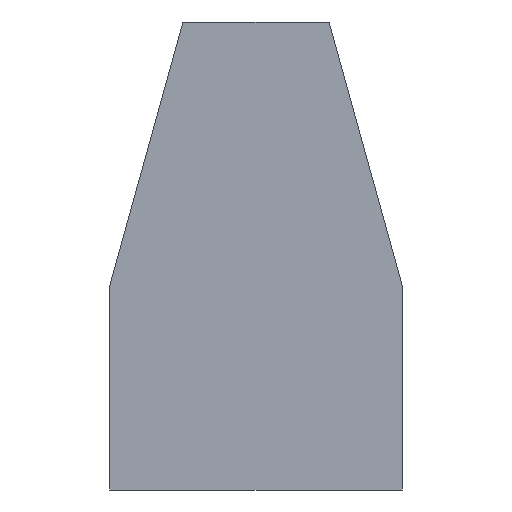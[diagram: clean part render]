
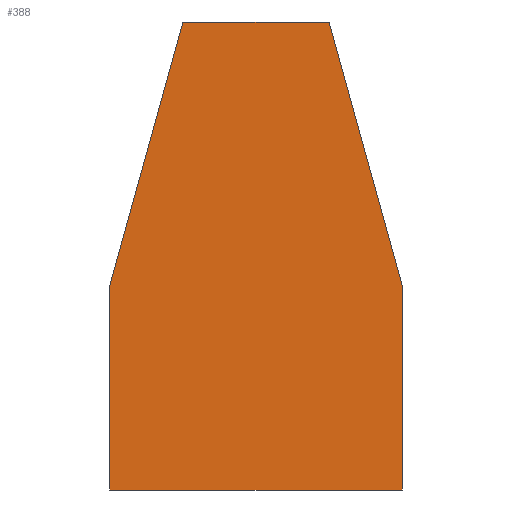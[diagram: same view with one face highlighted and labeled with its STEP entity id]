
A CAD part, front view. The second image highlights one B-rep face of the part: STEP entity #388.
In plain terms, the highlighted planar face has unit normal (0, -1, 0).
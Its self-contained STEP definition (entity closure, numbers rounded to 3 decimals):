
#26=FACE_OUTER_BOUND('',#47,.T.);
#47=EDGE_LOOP('',(#294,#295,#296,#297,#298,#299));
#81=LINE('',#583,#134);
#84=LINE('',#590,#137);
#88=LINE('',#598,#141);
#91=LINE('',#604,#144);
#92=LINE('',#605,#145);
#93=LINE('',#606,#146);
#134=VECTOR('',#477,10.);
#137=VECTOR('',#482,10.);
#141=VECTOR('',#488,10.);
#144=VECTOR('',#493,10.);
#145=VECTOR('',#494,10.);
#146=VECTOR('',#495,10.);
#179=VERTEX_POINT('',#579);
#181=VERTEX_POINT('',#582);
#183=VERTEX_POINT('',#588);
#184=VERTEX_POINT('',#589);
#187=VERTEX_POINT('',#597);
#189=VERTEX_POINT('',#603);
#221=EDGE_CURVE('',#181,#179,#81,.T.);
#224=EDGE_CURVE('',#183,#184,#84,.T.);
#228=EDGE_CURVE('',#187,#181,#88,.T.);
#231=EDGE_CURVE('',#189,#184,#91,.T.);
#232=EDGE_CURVE('',#187,#189,#92,.T.);
#233=EDGE_CURVE('',#183,#179,#93,.T.);
#294=ORIENTED_EDGE('',*,*,#231,.F.);
#295=ORIENTED_EDGE('',*,*,#232,.F.);
#296=ORIENTED_EDGE('',*,*,#228,.T.);
#297=ORIENTED_EDGE('',*,*,#221,.T.);
#298=ORIENTED_EDGE('',*,*,#233,.F.);
#299=ORIENTED_EDGE('',*,*,#224,.T.);
#367=PLANE('',#423);
#388=ADVANCED_FACE('',(#26),#367,.F.);
#423=AXIS2_PLACEMENT_3D('',#602,#491,#492);
#477=DIRECTION('',(-0.268,0.,0.964));
#482=DIRECTION('',(-0.268,0.,-0.964));
#488=DIRECTION('',(0.,0.,1.));
#491=DIRECTION('center_axis',(0.,1.,0.));
#492=DIRECTION('ref_axis',(1.,0.,0.));
#493=DIRECTION('',(0.,0.,1.));
#494=DIRECTION('',(-1.,0.,0.));
#495=DIRECTION('',(1.,0.,0.));
#579=CARTESIAN_POINT('',(131.629,90.022,0.));
#582=CARTESIAN_POINT('',(136.629,90.022,-18.));
#583=CARTESIAN_POINT('',(134.849,90.022,-11.592));
#588=CARTESIAN_POINT('',(121.629,90.022,0.));
#589=CARTESIAN_POINT('',(116.629,90.022,-18.));
#590=CARTESIAN_POINT('',(118.41,90.022,-11.592));
#597=CARTESIAN_POINT('',(136.629,90.022,-32.));
#598=CARTESIAN_POINT('',(136.629,90.022,-20.833));
#602=CARTESIAN_POINT('Origin',(126.629,90.022,-16.667));
#603=CARTESIAN_POINT('',(116.629,90.022,-32.));
#604=CARTESIAN_POINT('',(116.629,90.022,-20.833));
#605=CARTESIAN_POINT('',(126.629,90.022,-32.));
#606=CARTESIAN_POINT('',(126.629,90.022,0.));
